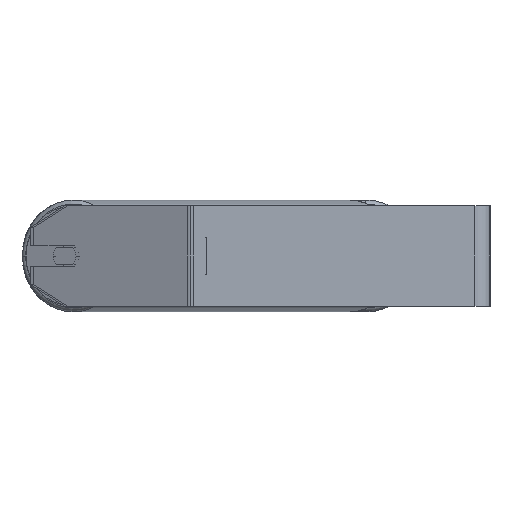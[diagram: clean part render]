
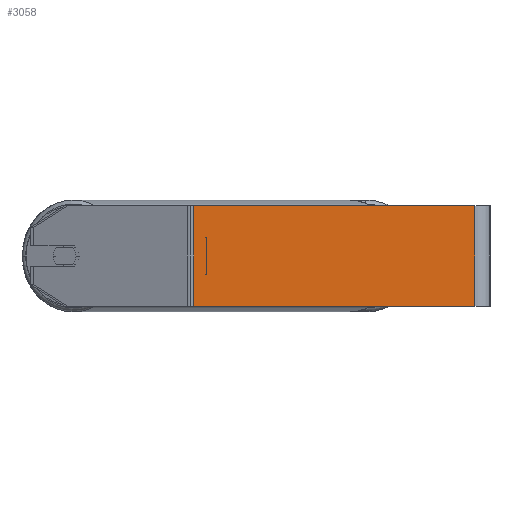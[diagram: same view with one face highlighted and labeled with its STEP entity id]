
A CAD part, left-side view. The second image highlights one B-rep face of the part: STEP entity #3058.
In plain terms, the highlighted planar face has unit normal (-1, 0, 0).
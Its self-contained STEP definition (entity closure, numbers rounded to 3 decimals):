
#619 = CARTESIAN_POINT ( 'NONE',  ( -840., 238.706, 40. ) ) ;
#1442 = CARTESIAN_POINT ( 'NONE',  ( -840., 12., 40. ) ) ;
#1456 = DIRECTION ( 'NONE',  ( 0., 0., -1. ) ) ;
#1579 = DIRECTION ( 'NONE',  ( 0., 0., -1. ) ) ;
#2114 = PLANE ( 'NONE',  #7248 ) ;
#2251 = ORIENTED_EDGE ( 'NONE', *, *, #8720, .T. ) ;
#2305 = CARTESIAN_POINT ( 'NONE',  ( -840., 12., -40. ) ) ;
#2352 = CARTESIAN_POINT ( 'NONE',  ( -840., 12., 40. ) ) ;
#2642 = CARTESIAN_POINT ( 'NONE',  ( -840., 236.045, 40. ) ) ;
#2884 = VERTEX_POINT ( 'NONE', #2642 ) ;
#3058 = ADVANCED_FACE ( 'NONE', ( #6201 ), #2114, .F. ) ;
#3836 = VECTOR ( 'NONE', #1579, 1000. ) ;
#3974 = VECTOR ( 'NONE', #7391, 1000. ) ;
#3987 = DIRECTION ( 'NONE',  ( 0., -1., 0. ) ) ;
#4041 = VERTEX_POINT ( 'NONE', #2305 ) ;
#4063 = LINE ( 'NONE', #619, #3974 ) ;
#4234 = CARTESIAN_POINT ( 'NONE',  ( -840., 236.045, 40. ) ) ;
#4357 = LINE ( 'NONE', #2352, #7991 ) ;
#4481 = VERTEX_POINT ( 'NONE', #1442 ) ;
#4605 = VERTEX_POINT ( 'NONE', #7822 ) ;
#4704 = LINE ( 'NONE', #8118, #5007 ) ;
#4824 = DIRECTION ( 'NONE',  ( 1., 0., 0. ) ) ;
#4998 = LINE ( 'NONE', #4234, #3836 ) ;
#5007 = VECTOR ( 'NONE', #3987, 1000. ) ;
#5032 = EDGE_CURVE ( 'NONE', #4481, #4041, #4357, .T. ) ;
#5061 = DIRECTION ( 'NONE',  ( 0., 0., -1. ) ) ;
#5533 = ORIENTED_EDGE ( 'NONE', *, *, #6510, .T. ) ;
#6016 = ORIENTED_EDGE ( 'NONE', *, *, #5032, .F. ) ;
#6111 = CARTESIAN_POINT ( 'NONE',  ( -840., 238.706, 40. ) ) ;
#6201 = FACE_OUTER_BOUND ( 'NONE', #7421, .T. ) ;
#6430 = EDGE_CURVE ( 'NONE', #2884, #4481, #4063, .T. ) ;
#6510 = EDGE_CURVE ( 'NONE', #2884, #4605, #4998, .T. ) ;
#7248 = AXIS2_PLACEMENT_3D ( 'NONE', #6111, #4824, #1456 ) ;
#7391 = DIRECTION ( 'NONE',  ( 0., -1., 0. ) ) ;
#7421 = EDGE_LOOP ( 'NONE', ( #2251, #6016, #8526, #5533 ) ) ;
#7822 = CARTESIAN_POINT ( 'NONE',  ( -840., 236.045, -40. ) ) ;
#7991 = VECTOR ( 'NONE', #5061, 1000. ) ;
#8118 = CARTESIAN_POINT ( 'NONE',  ( -840., 238.706, -40. ) ) ;
#8526 = ORIENTED_EDGE ( 'NONE', *, *, #6430, .F. ) ;
#8720 = EDGE_CURVE ( 'NONE', #4605, #4041, #4704, .T. ) ;
